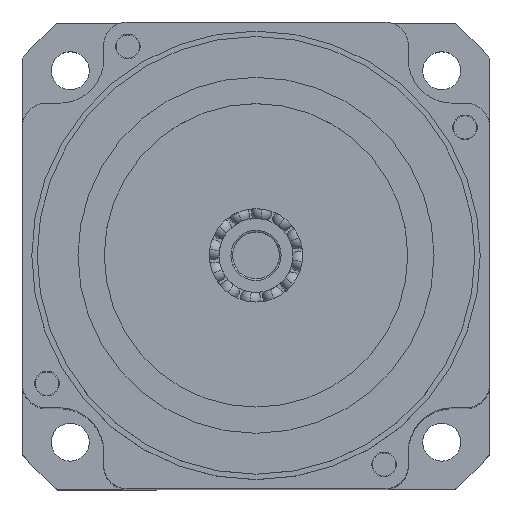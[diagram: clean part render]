
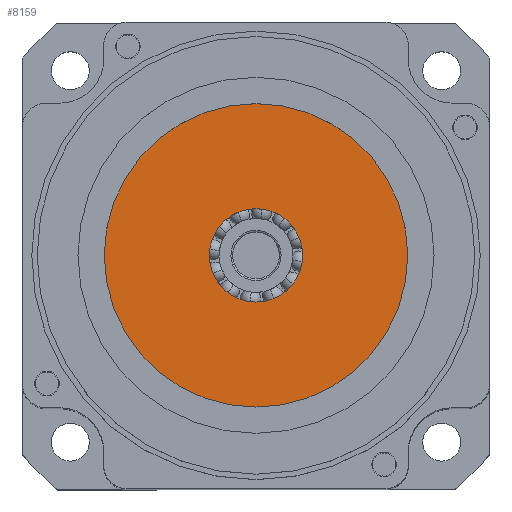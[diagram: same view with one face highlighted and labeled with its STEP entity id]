
A CAD part, top view. The second image highlights one B-rep face of the part: STEP entity #8159.
In plain terms, the highlighted planar face has unit normal (0, 0, 1).
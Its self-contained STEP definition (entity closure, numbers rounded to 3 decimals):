
#101 = EDGE_CURVE ( 'NONE', #9249, #5894, #12470, .T. ) ;
#836 = CIRCLE ( 'NONE', #17473, 26. ) ;
#966 = CARTESIAN_POINT ( 'NONE',  ( 26., 0., 8.4 ) ) ;
#1300 = DIRECTION ( 'NONE',  ( 0., 0., 1. ) ) ;
#1445 = AXIS2_PLACEMENT_3D ( 'NONE', #4532, #11616, #18401 ) ;
#1666 = CARTESIAN_POINT ( 'NONE',  ( 0., 0., 8.4 ) ) ;
#1836 = CIRCLE ( 'NONE', #12259, 8. ) ;
#2698 = DIRECTION ( 'NONE',  ( 1., 0., 0. ) ) ;
#2912 = EDGE_LOOP ( 'NONE', ( #13287, #12376 ) ) ;
#3020 = AXIS2_PLACEMENT_3D ( 'NONE', #18341, #1300, #2698 ) ;
#3235 = EDGE_CURVE ( 'NONE', #5894, #9249, #1836, .T. ) ;
#4532 = CARTESIAN_POINT ( 'NONE',  ( 0., 0., 8.4 ) ) ;
#5104 = DIRECTION ( 'NONE',  ( 0., 0., 1. ) ) ;
#5337 = EDGE_CURVE ( 'NONE', #14206, #8872, #11065, .T. ) ;
#5894 = VERTEX_POINT ( 'NONE', #10314 ) ;
#6556 = CARTESIAN_POINT ( 'NONE',  ( 8., 0., 8.4 ) ) ;
#7719 = CARTESIAN_POINT ( 'NONE',  ( 0., 0., 8.4 ) ) ;
#8065 = DIRECTION ( 'NONE',  ( 0., 0., 1. ) ) ;
#8159 = ADVANCED_FACE ( 'NONE', ( #17843, #11901 ), #12278, .T. ) ;
#8872 = VERTEX_POINT ( 'NONE', #13656 ) ;
#8890 = ORIENTED_EDGE ( 'NONE', *, *, #17426, .T. ) ;
#9249 = VERTEX_POINT ( 'NONE', #6556 ) ;
#10314 = CARTESIAN_POINT ( 'NONE',  ( -8., 0., 8.4 ) ) ;
#10664 = DIRECTION ( 'NONE',  ( 1., 0., 0. ) ) ;
#11065 = CIRCLE ( 'NONE', #3020, 26. ) ;
#11368 = AXIS2_PLACEMENT_3D ( 'NONE', #7719, #5104, #13675 ) ;
#11616 = DIRECTION ( 'NONE',  ( 0., 0., 1. ) ) ;
#11883 = ORIENTED_EDGE ( 'NONE', *, *, #5337, .T. ) ;
#11901 = FACE_OUTER_BOUND ( 'NONE', #12678, .T. ) ;
#12259 = AXIS2_PLACEMENT_3D ( 'NONE', #15232, #8065, #10664 ) ;
#12278 = PLANE ( 'NONE',  #11368 ) ;
#12376 = ORIENTED_EDGE ( 'NONE', *, *, #3235, .F. ) ;
#12470 = CIRCLE ( 'NONE', #1445, 8. ) ;
#12678 = EDGE_LOOP ( 'NONE', ( #11883, #8890 ) ) ;
#13038 = DIRECTION ( 'NONE',  ( 1., 0., 0. ) ) ;
#13132 = DIRECTION ( 'NONE',  ( 0., 0., 1. ) ) ;
#13287 = ORIENTED_EDGE ( 'NONE', *, *, #101, .F. ) ;
#13656 = CARTESIAN_POINT ( 'NONE',  ( -26., 0., 8.4 ) ) ;
#13675 = DIRECTION ( 'NONE',  ( 1., 0., 0. ) ) ;
#14206 = VERTEX_POINT ( 'NONE', #966 ) ;
#15232 = CARTESIAN_POINT ( 'NONE',  ( 0., 0., 8.4 ) ) ;
#17426 = EDGE_CURVE ( 'NONE', #8872, #14206, #836, .T. ) ;
#17473 = AXIS2_PLACEMENT_3D ( 'NONE', #1666, #13132, #13038 ) ;
#17843 = FACE_BOUND ( 'NONE', #2912, .T. ) ;
#18341 = CARTESIAN_POINT ( 'NONE',  ( 0., 0., 8.4 ) ) ;
#18401 = DIRECTION ( 'NONE',  ( 1., 0., 0. ) ) ;
